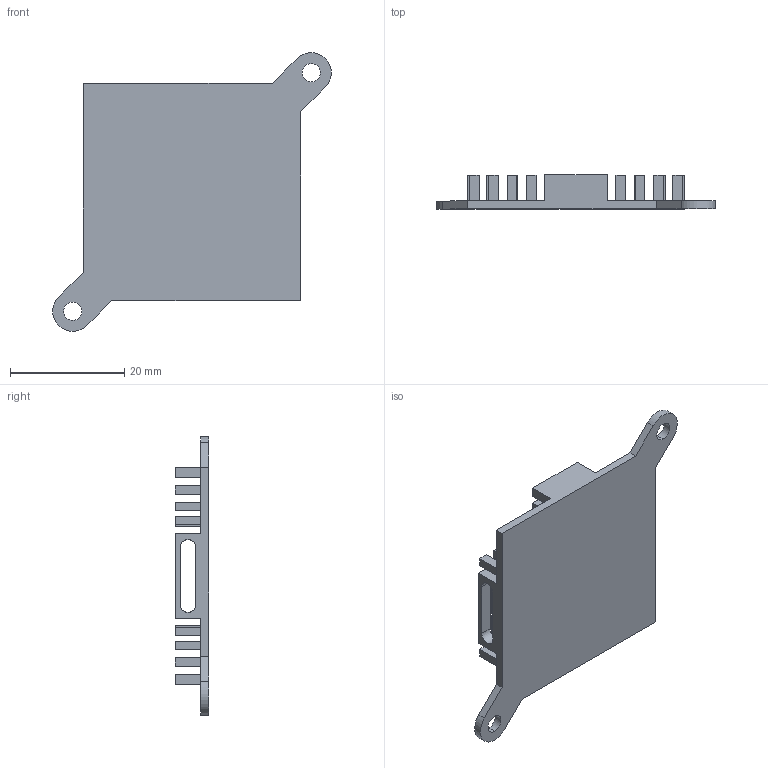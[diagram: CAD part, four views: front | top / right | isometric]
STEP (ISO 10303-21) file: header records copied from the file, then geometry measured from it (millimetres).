
FILE_DESCRIPTION(('FreeCAD Model'),'2;1');
FILE_NAME('Radiator_38x38x6mm_2holes.step','2019-01-08T14:06:39',('Author'),(''), 'Open CASCADE STEP processor 7.3','FreeCAD','Unknown');
FILE_SCHEMA(('AUTOMOTIVE_DESIGN { 1 0 10303 214 1 1 1 1 }'));
Length unit declared in the file: millimetre
Products named in the file (1): radiator_
Bounding box: 48.73 x 5.9 x 48.73 mm (x, y, z)
Volume: 3807.6 mm3; surface area: 6287.3 mm2
Topology: 1 solids, 1 shells, 385 faces, 1074 edges, 716 vertices
Faces by surface type: bspline 361, revolution 24
Entity records: 27659 total; most frequent: CARTESIAN_POINT 6967, DIRECTION 3272, LINE 3118, VECTOR 3118, ORIENTED_EDGE 2148, PCURVE 2148, DEFINITIONAL_REPRESENTATION 2148, EDGE_CURVE 1074
